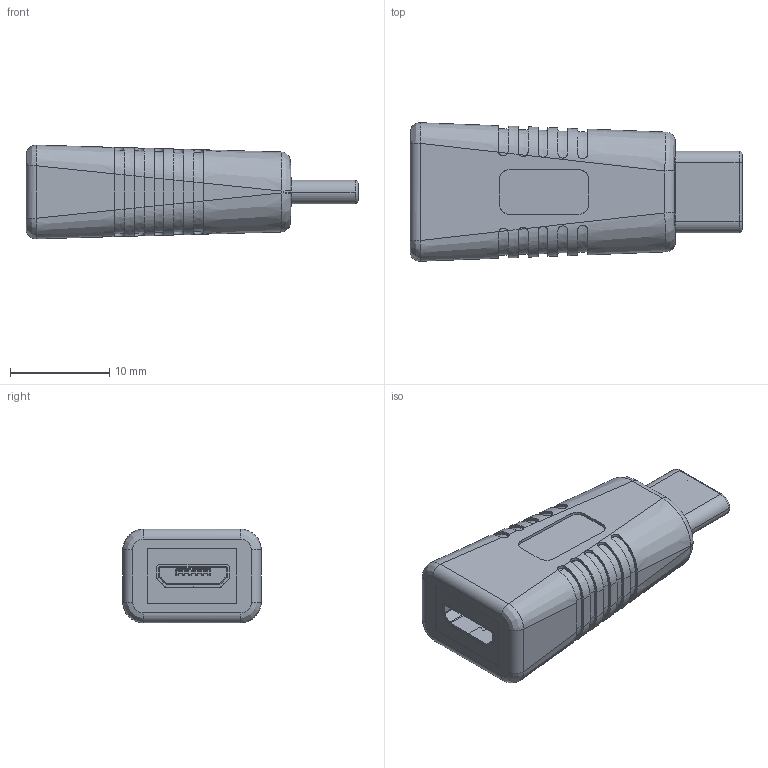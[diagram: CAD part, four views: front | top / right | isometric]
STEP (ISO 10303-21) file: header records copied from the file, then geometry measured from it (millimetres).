
FILE_DESCRIPTION (( 'STEP AP214' ), '1' );
FILE_NAME ('LU2CMMICF_3D.step', '2024-10-10T21:22:41', ( '' ), ( '' ), 'SwSTEP 2.0', 'SolidWorks 2022', '' );
FILE_SCHEMA (( 'AUTOMOTIVE_DESIGN' ));
Length unit declared in the file: inch
Products named in the file (34): DZ_3_ASM_1_ASM^ASM0001_ASM_1_ASM_1_ASM_MICRO_BF_ASM_164-194-U2CMMICF- TYPE CM TO MICRO BF转接头(2)_LU2CMMICF; ASM0014_ASM_2_ASM_2_ASM^TYPE_CM_9_8MM_ASM_3_ASM_TYPE_CM_10_6MM_ASM_ASM_164-194-U2CMMICF- TYPE CM TO MICRO BF转接头(2)_LU2CMMICF; ____9_AF0_1_1^DUANZI-7P____10_3_ASM_2_ASM_1_ASM_ASM0014_ASM_2_ASM_2_ASM_TYPE_CM_9_8MM_ASM_3_ASM_TYPE_CM_10_6MM_ASM_ASM_164-194-U2CMMICF- TYPE CM TO MICRO BF转接头(2)_LU2CMMICF; KE_3_1^ASM0001_ASM_1_ASM_1_ASM_MICRO_BF_ASM_164-194-U2CMMICF- TYPE CM TO MICRO BF转接头(2)_LU2CMMICF; ____5_AF0_1_1^DUANZI-7P____10_3_ASM_2_ASM_1_ASM_ASM0014_ASM_2_ASM_2_ASM_TYPE_CM_9_8MM_ASM_3_ASM_TYPE_CM_10_6MM_ASM_ASM_164-194-U2CMMICF- TYPE CM TO MICRO BF转接头(2)_LU2CMMICF; ____1_AF0_1_1^DUANZI-7P____10_3_ASM_2_ASM_1_ASM_ASM0014_ASM_2_ASM_2_ASM_TYPE_CM_9_8MM_ASM_3_ASM_TYPE_CM_10_6MM_ASM_ASM_164-194-U2CMMICF- TYPE CM TO MICRO BF转接头(2)_LU2CMMICF; ____10_30_____2_8^ASM0014_ASM_2_ASM_2_ASM_TYPE_CM_9_8MM_ASM_3_ASM_TYPE_CM_10_6MM_ASM_ASM_164-194-U2CMMICF- TYPE CM TO MICRO BF转接头(2)_LU2CMMICF; ____3_AF0_1_1^DUANZI-7P____10_3_ASM_2_ASM_1_ASM_ASM0014_ASM_2_ASM_2_ASM_TYPE_CM_9_8MM_ASM_3_ASM_TYPE_CM_10_6MM_ASM_ASM_164-194-U2CMMICF- TYPE CM TO MICRO BF转接头(2)_LU2CMMICF; DUANZI-7P____10_3_ASM_2_ASM_1_ASM^ASM0014_ASM_2_ASM_2_ASM_TYPE_CM_9_8MM_ASM_3_ASM_TYPE_CM_10_6MM_ASM_ASM_164-194-U2CMMICF- TYPE CM TO MICRO BF转接头(2)_LU2CMMICF; MANIFOLD_SOLID_BREP_5700_1^DZ_3_ASM_1_ASM_ASM0001_ASM_1_ASM_1_ASM_MICRO_BF_ASM_164-194-U2CMMICF- TYPE CM TO MICRO BF转接头(2)_LU2CMMICF; ____7_AF0_1_1^DUANZI-7P____10_3_ASM_2_ASM_1_ASM_ASM0014_ASM_2_ASM_2_ASM_TYPE_CM_9_8MM_ASM_3_ASM_TYPE_CM_10_6MM_ASM_ASM_164-194-U2CMMICF- TYPE CM TO MICRO BF转接头(2)_LU2CMMICF; ____2_AF0_1_1^DUANZI-7P____10_3_ASM_2_ASM_1_ASM_ASM0014_ASM_2_ASM_2_ASM_TYPE_CM_9_8MM_ASM_3_ASM_TYPE_CM_10_6MM_ASM_ASM_164-194-U2CMMICF- TYPE CM TO MICRO BF转接头(2)_LU2CMMICF; PRODUCT_23343_1_1^ASM0014_ASM_2_ASM_2_ASM_TYPE_CM_9_8MM_ASM_3_ASM_TYPE_CM_10_6MM_ASM_ASM_164-194-U2CMMICF- TYPE CM TO MICRO BF转接头(2)_LU2CMMICF; ____LATCH_1_2_2^ASM0014_ASM_2_ASM_2_ASM_TYPE_CM_9_8MM_ASM_3_ASM_TYPE_CM_10_6MM_ASM_ASM_164-194-U2CMMICF- TYPE CM TO MICRO BF转接头(2)_LU2CMMICF; MICRO_BF_ASM^164-194-U2CMMICF- TYPE CM TO MICRO BF转接头(2)_LU2CMMICF; PRODUCT_28969_1_1^ASM0014_ASM_2_ASM_2_ASM_TYPE_CM_9_8MM_ASM_3_ASM_TYPE_CM_10_6MM_ASM_ASM_164-194-U2CMMICF- TYPE CM TO MICRO BF转接头(2)_LU2CMMICF; ____12_AF0_1_1^DUANZI-7P____10_3_ASM_2_ASM_1_ASM_ASM0014_ASM_2_ASM_2_ASM_TYPE_CM_9_8MM_ASM_3_ASM_TYPE_CM_10_6MM_ASM_ASM_164-194-U2CMMICF- TYPE CM TO MICRO BF转接头(2)_LU2CMMICF; TYPE_CM_9_8MM_ASM_3_ASM^TYPE_CM_10_6MM_ASM_ASM_164-194-U2CMMICF- TYPE CM TO MICRO BF转接头(2)_LU2CMMICF; ____6_AF0_1_1^DUANZI-7P____10_3_ASM_2_ASM_1_ASM_ASM0014_ASM_2_ASM_2_ASM_TYPE_CM_9_8MM_ASM_3_ASM_TYPE_CM_10_6MM_ASM_ASM_164-194-U2CMMICF- TYPE CM TO MICRO BF转接头(2)_LU2CMMICF; ____8_AF0_1_1^DUANZI-7P____10_3_ASM_2_ASM_1_ASM_ASM0014_ASM_2_ASM_2_ASM_TYPE_CM_9_8MM_ASM_3_ASM_TYPE_CM_10_6MM_ASM_ASM_164-194-U2CMMICF- TYPE CM TO MICRO BF转接头(2)_LU2CMMICF; PVC^164-194-U2CMMICF- TYPE CM TO MICRO BF转接头(2)_LU2CMMICF; MANIFOLD_SOLID_BREP_6704_1^DZ_3_ASM_1_ASM_ASM0001_ASM_1_ASM_1_ASM_MICRO_BF_ASM_164-194-U2CMMICF- TYPE CM TO MICRO BF转接头(2)_LU2CMMICF; TYPE_C_10_30_2_4^ASM0014_ASM_2_ASM_2_ASM_TYPE_CM_9_8MM_ASM_3_ASM_TYPE_CM_10_6MM_ASM_ASM_164-194-U2CMMICF- TYPE CM TO MICRO BF转接头(2)_LU2CMMICF; MANIFOLD_SOLID_BREP_4696_1^DZ_3_ASM_1_ASM_ASM0001_ASM_1_ASM_1_ASM_MICRO_BF_ASM_164-194-U2CMMICF- TYPE CM TO MICRO BF转接头(2)_LU2CMMICF; JX_6_1^ASM0001_ASM_1_ASM_1_ASM_MICRO_BF_ASM_164-194-U2CMMICF- TYPE CM TO MICRO BF转接头(2)_LU2CMMICF; MANIFOLD_SOLID_BREP_7708_1^DZ_3_ASM_1_ASM_ASM0001_ASM_1_ASM_1_ASM_MICRO_BF_ASM_164-194-U2CMMICF- TYPE CM TO MICRO BF转接头(2)_LU2CMMICF; LU2CMMICF_3D; 164-194-U2CMMICF- TYPE CM TO MICRO BF转接头(2)^LU2CMMICF; MANIFOLD_SOLID_BREP_3692_1^DZ_3_ASM_1_ASM_ASM0001_ASM_1_ASM_1_ASM_MICRO_BF_ASM_164-194-U2CMMICF- TYPE CM TO MICRO BF转接头(2)_LU2CMMICF; ASM0001_ASM_1_ASM_1_ASM^MICRO_BF_ASM_164-194-U2CMMICF- TYPE CM TO MICRO BF转接头(2)_LU2CMMICF; ____10_AF0_1_1^DUANZI-7P____10_3_ASM_2_ASM_1_ASM_ASM0014_ASM_2_ASM_2_ASM_TYPE_CM_9_8MM_ASM_3_ASM_TYPE_CM_10_6MM_ASM_ASM_164-194-U2CMMICF- TYPE CM TO MICRO BF转接头(2)_LU2CMMICF; ____11_AF0_1_1^DUANZI-7P____10_3_ASM_2_ASM_1_ASM_ASM0014_ASM_2_ASM_2_ASM_TYPE_CM_9_8MM_ASM_3_ASM_TYPE_CM_10_6MM_ASM_ASM_164-194-U2CMMICF- TYPE CM TO MICRO BF转接头(2)_LU2CMMICF; TYPE_CM_10_6MM_ASM_ASM^164-194-U2CMMICF- TYPE CM TO MICRO BF转接头(2)_LU2CMMICF; ____4_AF0_1_1^DUANZI-7P____10_3_ASM_2_ASM_1_ASM_ASM0014_ASM_2_ASM_2_ASM_TYPE_CM_9_8MM_ASM_3_ASM_TYPE_CM_10_6MM_ASM_ASM_164-194-U2CMMICF- TYPE CM TO MICRO BF转接头(2)_LU2CMMICF
Assembly tree (36 placements, depth 7):
  LU2CMMICF_3D
    164-194-U2CMMICF- TYPE CM TO MICRO BF转接头(2)^LU2CMMICF
      TYPE_CM_10_6MM_ASM_ASM^164-194-U2CMMICF- TYPE CM TO MICRO BF转接头(2)_LU2CMMICF
        TYPE_CM_9_8MM_ASM_3_ASM^TYPE_CM_10_6MM_ASM_ASM_164-194-U2CMMICF- TYPE CM TO MICRO BF转接头(2)_LU2CMMICF
          ASM0014_ASM_2_ASM_2_ASM^TYPE_CM_9_8MM_ASM_3_ASM_TYPE_CM_10_6MM_ASM_ASM_164-194-U2CMMICF- TYPE CM TO MICRO BF转接头(2)_LU2CMMICF
            DUANZI-7P____10_3_ASM_2_ASM_1_ASM^ASM0014_ASM_2_ASM_2_ASM_TYPE_CM_9_8MM_ASM_3_ASM_TYPE_CM_10_6MM_ASM_ASM_164-194-U2CMMICF- TYPE CM TO MICRO BF转接头(2)_LU2CMMICF  x2
              ____12_AF0_1_1^DUANZI-7P____10_3_ASM_2_ASM_1_ASM_ASM0014_ASM_2_ASM_2_ASM_TYPE_CM_9_8MM_ASM_3_ASM_TYPE_CM_10_6MM_ASM_ASM_164-194-U2CMMICF- TYPE CM TO MICRO BF转接头(2)_LU2CMMICF
              ____6_AF0_1_1^DUANZI-7P____10_3_ASM_2_ASM_1_ASM_ASM0014_ASM_2_ASM_2_ASM_TYPE_CM_9_8MM_ASM_3_ASM_TYPE_CM_10_6MM_ASM_ASM_164-194-U2CMMICF- TYPE CM TO MICRO BF转接头(2)_LU2CMMICF
              ____11_AF0_1_1^DUANZI-7P____10_3_ASM_2_ASM_1_ASM_ASM0014_ASM_2_ASM_2_ASM_TYPE_CM_9_8MM_ASM_3_ASM_TYPE_CM_10_6MM_ASM_ASM_164-194-U2CMMICF- TYPE CM TO MICRO BF转接头(2)_LU2CMMICF
              ____3_AF0_1_1^DUANZI-7P____10_3_ASM_2_ASM_1_ASM_ASM0014_ASM_2_ASM_2_ASM_TYPE_CM_9_8MM_ASM_3_ASM_TYPE_CM_10_6MM_ASM_ASM_164-194-U2CMMICF- TYPE CM TO MICRO BF转接头(2)_LU2CMMICF
              ____4_AF0_1_1^DUANZI-7P____10_3_ASM_2_ASM_1_ASM_ASM0014_ASM_2_ASM_2_ASM_TYPE_CM_9_8MM_ASM_3_ASM_TYPE_CM_10_6MM_ASM_ASM_164-194-U2CMMICF- TYPE CM TO MICRO BF转接头(2)_LU2CMMICF
              ____9_AF0_1_1^DUANZI-7P____10_3_ASM_2_ASM_1_ASM_ASM0014_ASM_2_ASM_2_ASM_TYPE_CM_9_8MM_ASM_3_ASM_TYPE_CM_10_6MM_ASM_ASM_164-194-U2CMMICF- TYPE CM TO MICRO BF转接头(2)_LU2CMMICF
              ____10_AF0_1_1^DUANZI-7P____10_3_ASM_2_ASM_1_ASM_ASM0014_ASM_2_ASM_2_ASM_TYPE_CM_9_8MM_ASM_3_ASM_TYPE_CM_10_6MM_ASM_ASM_164-194-U2CMMICF- TYPE CM TO MICRO BF转接头(2)_LU2CMMICF
              ____7_AF0_1_1^DUANZI-7P____10_3_ASM_2_ASM_1_ASM_ASM0014_ASM_2_ASM_2_ASM_TYPE_CM_9_8MM_ASM_3_ASM_TYPE_CM_10_6MM_ASM_ASM_164-194-U2CMMICF- TYPE CM TO MICRO BF转接头(2)_LU2CMMICF
              ____1_AF0_1_1^DUANZI-7P____10_3_ASM_2_ASM_1_ASM_ASM0014_ASM_2_ASM_2_ASM_TYPE_CM_9_8MM_ASM_3_ASM_TYPE_CM_10_6MM_ASM_ASM_164-194-U2CMMICF- TYPE CM TO MICRO BF转接头(2)_LU2CMMICF
              ____5_AF0_1_1^DUANZI-7P____10_3_ASM_2_ASM_1_ASM_ASM0014_ASM_2_ASM_2_ASM_TYPE_CM_9_8MM_ASM_3_ASM_TYPE_CM_10_6MM_ASM_ASM_164-194-U2CMMICF- TYPE CM TO MICRO BF转接头(2)_LU2CMMICF
              ____2_AF0_1_1^DUANZI-7P____10_3_ASM_2_ASM_1_ASM_ASM0014_ASM_2_ASM_2_ASM_TYPE_CM_9_8MM_ASM_3_ASM_TYPE_CM_10_6MM_ASM_ASM_164-194-U2CMMICF- TYPE CM TO MICRO BF转接头(2)_LU2CMMICF
              ____8_AF0_1_1^DUANZI-7P____10_3_ASM_2_ASM_1_ASM_ASM0014_ASM_2_ASM_2_ASM_TYPE_CM_9_8MM_ASM_3_ASM_TYPE_CM_10_6MM_ASM_ASM_164-194-U2CMMICF- TYPE CM TO MICRO BF转接头(2)_LU2CMMICF
            PRODUCT_23343_1_1^ASM0014_ASM_2_ASM_2_ASM_TYPE_CM_9_8MM_ASM_3_ASM_TYPE_CM_10_6MM_ASM_ASM_164-194-U2CMMICF- TYPE CM TO MICRO BF转接头(2)_LU2CMMICF
            PRODUCT_28969_1_1^ASM0014_ASM_2_ASM_2_ASM_TYPE_CM_9_8MM_ASM_3_ASM_TYPE_CM_10_6MM_ASM_ASM_164-194-U2CMMICF- TYPE CM TO MICRO BF转接头(2)_LU2CMMICF  x2
            ____10_30_____2_8^ASM0014_ASM_2_ASM_2_ASM_TYPE_CM_9_8MM_ASM_3_ASM_TYPE_CM_10_6MM_ASM_ASM_164-194-U2CMMICF- TYPE CM TO MICRO BF转接头(2)_LU2CMMICF
            TYPE_C_10_30_2_4^ASM0014_ASM_2_ASM_2_ASM_TYPE_CM_9_8MM_ASM_3_ASM_TYPE_CM_10_6MM_ASM_ASM_164-194-U2CMMICF- TYPE CM TO MICRO BF转接头(2)_LU2CMMICF  x2
            ____LATCH_1_2_2^ASM0014_ASM_2_ASM_2_ASM_TYPE_CM_9_8MM_ASM_3_ASM_TYPE_CM_10_6MM_ASM_ASM_164-194-U2CMMICF- TYPE CM TO MICRO BF转接头(2)_LU2CMMICF
      MICRO_BF_ASM^164-194-U2CMMICF- TYPE CM TO MICRO BF转接头(2)_LU2CMMICF
        ASM0001_ASM_1_ASM_1_ASM^MICRO_BF_ASM_164-194-U2CMMICF- TYPE CM TO MICRO BF转接头(2)_LU2CMMICF
          DZ_3_ASM_1_ASM^ASM0001_ASM_1_ASM_1_ASM_MICRO_BF_ASM_164-194-U2CMMICF- TYPE CM TO MICRO BF转接头(2)_LU2CMMICF
            MANIFOLD_SOLID_BREP_3692_1^DZ_3_ASM_1_ASM_ASM0001_ASM_1_ASM_1_ASM_MICRO_BF_ASM_164-194-U2CMMICF- TYPE CM TO MICRO BF转接头(2)_LU2CMMICF
            MANIFOLD_SOLID_BREP_4696_1^DZ_3_ASM_1_ASM_ASM0001_ASM_1_ASM_1_ASM_MICRO_BF_ASM_164-194-U2CMMICF- TYPE CM TO MICRO BF转接头(2)_LU2CMMICF
            MANIFOLD_SOLID_BREP_5700_1^DZ_3_ASM_1_ASM_ASM0001_ASM_1_ASM_1_ASM_MICRO_BF_ASM_164-194-U2CMMICF- TYPE CM TO MICRO BF转接头(2)_LU2CMMICF
            MANIFOLD_SOLID_BREP_6704_1^DZ_3_ASM_1_ASM_ASM0001_ASM_1_ASM_1_ASM_MICRO_BF_ASM_164-194-U2CMMICF- TYPE CM TO MICRO BF转接头(2)_LU2CMMICF
            MANIFOLD_SOLID_BREP_7708_1^DZ_3_ASM_1_ASM_ASM0001_ASM_1_ASM_1_ASM_MICRO_BF_ASM_164-194-U2CMMICF- TYPE CM TO MICRO BF转接头(2)_LU2CMMICF
          JX_6_1^ASM0001_ASM_1_ASM_1_ASM_MICRO_BF_ASM_164-194-U2CMMICF- TYPE CM TO MICRO BF转接头(2)_LU2CMMICF
          KE_3_1^ASM0001_ASM_1_ASM_1_ASM_MICRO_BF_ASM_164-194-U2CMMICF- TYPE CM TO MICRO BF转接头(2)_LU2CMMICF
      PVC^164-194-U2CMMICF- TYPE CM TO MICRO BF转接头(2)_LU2CMMICF
Bounding box: 33.45 x 13.95 x 9.44 mm (x, y, z)
Volume: 2708.8 mm3; surface area: 3197.2 mm2
Topology: 39 solids, 39 shells, 2352 faces, 6689 edges, 4317 vertices
Faces by surface type: plane 1593, cylinder 648, cone 50, torus 33, bspline 20, sphere 8
Entity records: 62241 total; most frequent: CARTESIAN_POINT 14809, ORIENTED_EDGE 10088, DIRECTION 9055, EDGE_CURVE 5044, LINE 3811, VECTOR 3811, VERTEX_POINT 3241, AXIS2_PLACEMENT_3D 2622
